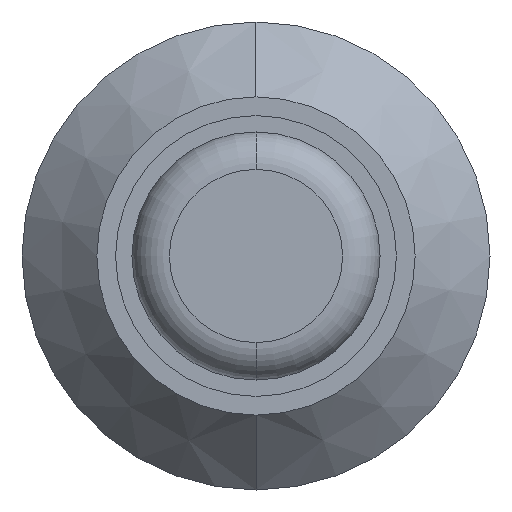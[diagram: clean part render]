
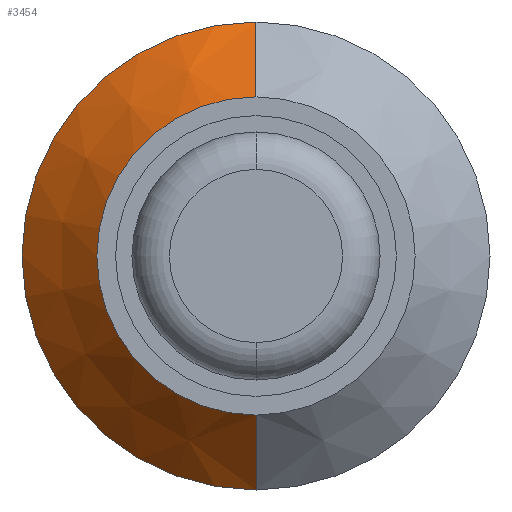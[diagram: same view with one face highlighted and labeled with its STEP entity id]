
A CAD part, front view. The second image highlights one B-rep face of the part: STEP entity #3454.
In plain terms, the highlighted conical face has half-angle 45 degrees and reference radius 1.7 mm.
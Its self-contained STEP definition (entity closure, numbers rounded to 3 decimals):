
#60 = DIRECTION ( 'NONE',  ( 0., -1., 0. ) ) ;
#86 = VECTOR ( 'NONE', #2532, 1000. ) ;
#144 = EDGE_CURVE ( 'Defeature ausgef�hrt1_9+Defeature ausgef�hrt1_8+Defeature ausgef�hrt1_8+Defeature ausgef�hrt1_8', #922, #3083, #334, .T. ) ;
#295 = EDGE_LOOP ( 'NONE', ( #309, #2734, #787, #2159 ) ) ;
#302 = CARTESIAN_POINT ( 'NONE',  ( 0., 37.8, 1.7 ) ) ;
#309 = ORIENTED_EDGE ( 'NONE', *, *, #3358, .F. ) ;
#310 = CARTESIAN_POINT ( 'NONE',  ( 0., 37.8, 0. ) ) ;
#334 = CIRCLE ( 'NONE', #1083, 2.5 ) ;
#572 = DIRECTION ( 'NONE',  ( 0., 1., 0. ) ) ;
#598 = CARTESIAN_POINT ( 'NONE',  ( 0., 37.8, 0. ) ) ;
#608 = CARTESIAN_POINT ( 'NONE',  ( 0., 38.6, 0. ) ) ;
#652 = AXIS2_PLACEMENT_3D ( 'NONE', #310, #572, #2516 ) ;
#787 = ORIENTED_EDGE ( 'NONE', *, *, #144, .T. ) ;
#922 = VERTEX_POINT ( 'NONE', #2803 ) ;
#942 = EDGE_CURVE ( 'NONE', #2838, #922, #1057, .T. ) ;
#1057 = LINE ( 'NONE', #302, #86 ) ;
#1083 = AXIS2_PLACEMENT_3D ( 'NONE', #608, #60, #3060 ) ;
#1116 = FACE_OUTER_BOUND ( 'NONE', #295, .T. ) ;
#1159 = VECTOR ( 'NONE', #3010, 1000. ) ;
#1165 = DIRECTION ( 'NONE',  ( 0., -1., 0. ) ) ;
#1211 = CARTESIAN_POINT ( 'NONE',  ( 0., 38.6, -2.5 ) ) ;
#1323 = LINE ( 'NONE', #2194, #1159 ) ;
#1916 = CARTESIAN_POINT ( 'NONE',  ( 0., 37.8, 1.7 ) ) ;
#2015 = CIRCLE ( 'NONE', #2426, 1.7 ) ;
#2159 = ORIENTED_EDGE ( 'NONE', *, *, #3274, .F. ) ;
#2194 = CARTESIAN_POINT ( 'NONE',  ( 0., 37.8, -1.7 ) ) ;
#2376 = VERTEX_POINT ( 'NONE', #3270 ) ;
#2426 = AXIS2_PLACEMENT_3D ( 'NONE', #598, #1165, #2552 ) ;
#2515 = CONICAL_SURFACE ( 'NONE', #652, 1.7, 0.785 ) ;
#2516 = DIRECTION ( 'NONE',  ( 0., 0., -1. ) ) ;
#2532 = DIRECTION ( 'NONE',  ( 0., 0.707, 0.707 ) ) ;
#2552 = DIRECTION ( 'NONE',  ( 0., 0., 1. ) ) ;
#2734 = ORIENTED_EDGE ( 'NONE', *, *, #942, .T. ) ;
#2803 = CARTESIAN_POINT ( 'NONE',  ( 0., 38.6, 2.5 ) ) ;
#2838 = VERTEX_POINT ( 'NONE', #1916 ) ;
#3010 = DIRECTION ( 'NONE',  ( 0., 0.707, -0.707 ) ) ;
#3060 = DIRECTION ( 'NONE',  ( 0., 0., 1. ) ) ;
#3083 = VERTEX_POINT ( 'NONE', #1211 ) ;
#3270 = CARTESIAN_POINT ( 'NONE',  ( 0., 37.8, -1.7 ) ) ;
#3274 = EDGE_CURVE ( 'NONE', #2376, #3083, #1323, .T. ) ;
#3358 = EDGE_CURVE ( 'Defeature ausgef�hrt1_10+Defeature ausgef�hrt1_9+Defeature ausgef�hrt1_9+Defeature ausgef�hrt1_9', #2838, #2376, #2015, .T. ) ;
#3454 = ADVANCED_FACE ( 'Defeature ausgef�hrt1_9', ( #1116 ), #2515, .T. ) ;
